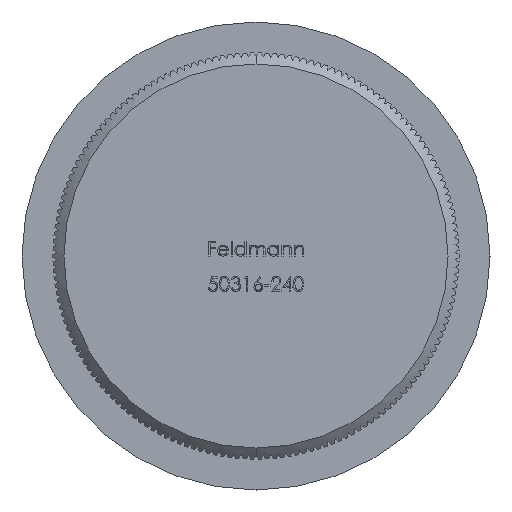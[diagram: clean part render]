
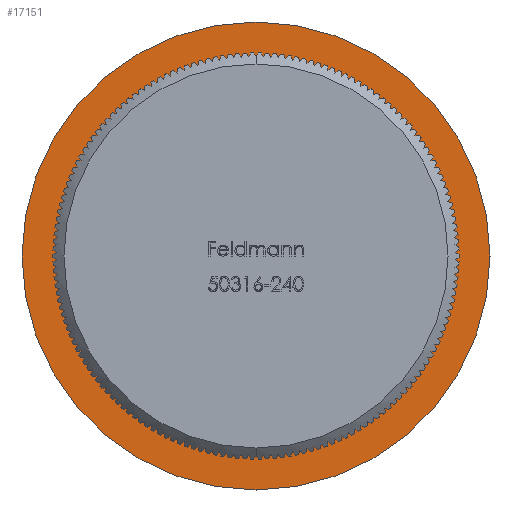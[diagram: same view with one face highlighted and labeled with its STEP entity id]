
A CAD part, front view. The second image highlights one B-rep face of the part: STEP entity #17151.
In plain terms, the highlighted planar face has unit normal (0, -1, 0).
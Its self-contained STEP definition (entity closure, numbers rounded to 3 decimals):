
#558 = CARTESIAN_POINT ( 'NONE',  ( 0., 8., 0. ) ) ;
#905 = AXIS2_PLACEMENT_3D ( 'NONE', #12239, #9750, #3117 ) ;
#1106 = CARTESIAN_POINT ( 'NONE',  ( 0., 8., 0. ) ) ;
#2089 = AXIS2_PLACEMENT_3D ( 'NONE', #558, #21553, #5031 ) ;
#2647 = DIRECTION ( 'NONE',  ( 0., -1., 0. ) ) ;
#3117 = DIRECTION ( 'NONE',  ( 0., 0., -1. ) ) ;
#3507 = CARTESIAN_POINT ( 'NONE',  ( 0., 8., 0. ) ) ;
#4274 = EDGE_CURVE ( 'NONE', #9390, #13016, #30351, .T. ) ;
#4660 = CIRCLE ( 'NONE', #18461, 17.7 ) ;
#5031 = DIRECTION ( 'NONE',  ( 0., 0., -1. ) ) ;
#6095 = CARTESIAN_POINT ( 'NONE',  ( 0., 8., -21.2 ) ) ;
#7099 = EDGE_CURVE ( 'NONE', #13016, #9390, #7699, .T. ) ;
#7699 = CIRCLE ( 'NONE', #15462, 21.2 ) ;
#7701 = CARTESIAN_POINT ( 'NONE',  ( 17.7, 8., 0. ) ) ;
#8264 = DIRECTION ( 'NONE',  ( 0., 0., -1. ) ) ;
#8361 = DIRECTION ( 'NONE',  ( 0., -1., 0. ) ) ;
#8468 = DIRECTION ( 'NONE',  ( 0., -1., 0. ) ) ;
#9390 = VERTEX_POINT ( 'NONE', #28071 ) ;
#9750 = DIRECTION ( 'NONE',  ( 0., -1., 0. ) ) ;
#12239 = CARTESIAN_POINT ( 'NONE',  ( 0., 8., 0. ) ) ;
#12541 = CIRCLE ( 'NONE', #2089, 17.7 ) ;
#13016 = VERTEX_POINT ( 'NONE', #6095 ) ;
#14466 = PLANE ( 'NONE',  #27305 ) ;
#14762 = ORIENTED_EDGE ( 'NONE', *, *, #21717, .F. ) ;
#15462 = AXIS2_PLACEMENT_3D ( 'NONE', #3507, #8361, #29297 ) ;
#16268 = EDGE_LOOP ( 'NONE', ( #18952, #25225 ) ) ;
#16997 = FACE_OUTER_BOUND ( 'NONE', #16268, .T. ) ;
#17151 = ADVANCED_FACE ( 'NONE', ( #16997, #25542 ), #14466, .T. ) ;
#17870 = ORIENTED_EDGE ( 'NONE', *, *, #27115, .F. ) ;
#18461 = AXIS2_PLACEMENT_3D ( 'NONE', #1106, #8468, #8264 ) ;
#18952 = ORIENTED_EDGE ( 'NONE', *, *, #7099, .T. ) ;
#21494 = CARTESIAN_POINT ( 'NONE',  ( 0., 8., -17.7 ) ) ;
#21553 = DIRECTION ( 'NONE',  ( 0., -1., 0. ) ) ;
#21642 = DIRECTION ( 'NONE',  ( 0., 0., -1. ) ) ;
#21717 = EDGE_CURVE ( 'NONE', #24457, #23365, #4660, .T. ) ;
#23365 = VERTEX_POINT ( 'NONE', #27165 ) ;
#24457 = VERTEX_POINT ( 'NONE', #21494 ) ;
#25225 = ORIENTED_EDGE ( 'NONE', *, *, #4274, .T. ) ;
#25542 = FACE_BOUND ( 'NONE', #30207, .T. ) ;
#27115 = EDGE_CURVE ( 'NONE', #23365, #24457, #12541, .T. ) ;
#27165 = CARTESIAN_POINT ( 'NONE',  ( 0., 8., 17.7 ) ) ;
#27305 = AXIS2_PLACEMENT_3D ( 'NONE', #7701, #2647, #21642 ) ;
#28071 = CARTESIAN_POINT ( 'NONE',  ( 0., 8., 21.2 ) ) ;
#29297 = DIRECTION ( 'NONE',  ( 0., 0., -1. ) ) ;
#30207 = EDGE_LOOP ( 'NONE', ( #14762, #17870 ) ) ;
#30351 = CIRCLE ( 'NONE', #905, 21.2 ) ;
